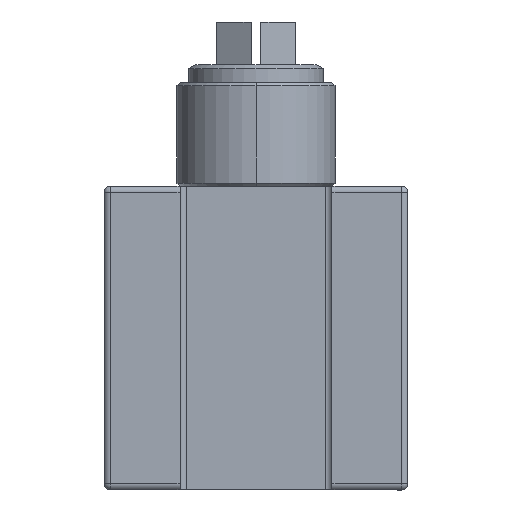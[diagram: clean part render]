
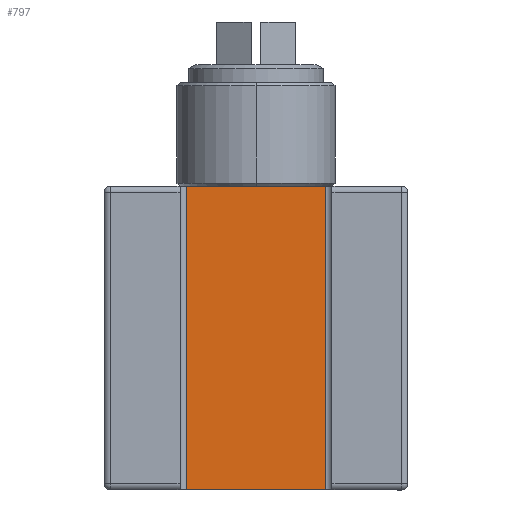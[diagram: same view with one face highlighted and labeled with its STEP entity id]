
A CAD part, left-side view. The second image highlights one B-rep face of the part: STEP entity #797.
In plain terms, the highlighted planar face has unit normal (-1, 0, 0).
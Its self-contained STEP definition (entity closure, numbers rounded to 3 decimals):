
#599 = DIRECTION ( 'NONE',  ( 0., 1., 0. ) ) ;
#746 = FACE_OUTER_BOUND ( 'NONE', #1462, .T. ) ;
#797 = ADVANCED_FACE ( 'NONE', ( #746 ), #8032, .F. ) ;
#1233 = LINE ( 'NONE', #8511, #6122 ) ;
#1283 = CARTESIAN_POINT ( 'NONE',  ( -15., 11.5, -25. ) ) ;
#1355 = LINE ( 'NONE', #2933, #2478 ) ;
#1369 = EDGE_CURVE ( 'NONE', #5017, #5060, #7516, .T. ) ;
#1450 = CARTESIAN_POINT ( 'NONE',  ( -15., 11.5, -25. ) ) ;
#1462 = EDGE_LOOP ( 'NONE', ( #5079, #9215, #9741, #7928 ) ) ;
#1485 = CARTESIAN_POINT ( 'NONE',  ( -15., 11.5, 25. ) ) ;
#1791 = DIRECTION ( 'NONE',  ( 0., 0., 1. ) ) ;
#2411 = DIRECTION ( 'NONE',  ( 0., 0., -1. ) ) ;
#2478 = VECTOR ( 'NONE', #7789, 1000. ) ;
#2933 = CARTESIAN_POINT ( 'NONE',  ( -15., -11.5, -25. ) ) ;
#3207 = EDGE_CURVE ( 'NONE', #6436, #5060, #10107, .T. ) ;
#4462 = DIRECTION ( 'NONE',  ( 0., 1., 0. ) ) ;
#4721 = EDGE_CURVE ( 'NONE', #5592, #6436, #1355, .T. ) ;
#4723 = CARTESIAN_POINT ( 'NONE',  ( -15., 11.5, -25. ) ) ;
#5017 = VERTEX_POINT ( 'NONE', #1450 ) ;
#5060 = VERTEX_POINT ( 'NONE', #8570 ) ;
#5079 = ORIENTED_EDGE ( 'NONE', *, *, #1369, .F. ) ;
#5592 = VERTEX_POINT ( 'NONE', #6098 ) ;
#6098 = CARTESIAN_POINT ( 'NONE',  ( -15., -11.5, -25. ) ) ;
#6122 = VECTOR ( 'NONE', #599, 1000. ) ;
#6424 = DIRECTION ( 'NONE',  ( 1., 0., 0. ) ) ;
#6436 = VERTEX_POINT ( 'NONE', #7941 ) ;
#6535 = VECTOR ( 'NONE', #1791, 1000. ) ;
#7516 = LINE ( 'NONE', #4723, #6535 ) ;
#7789 = DIRECTION ( 'NONE',  ( 0., 0., 1. ) ) ;
#7928 = ORIENTED_EDGE ( 'NONE', *, *, #3207, .T. ) ;
#7941 = CARTESIAN_POINT ( 'NONE',  ( -15., -11.5, 25. ) ) ;
#8032 = PLANE ( 'NONE',  #8764 ) ;
#8511 = CARTESIAN_POINT ( 'NONE',  ( -15., 11.5, -25. ) ) ;
#8570 = CARTESIAN_POINT ( 'NONE',  ( -15., 11.5, 25. ) ) ;
#8764 = AXIS2_PLACEMENT_3D ( 'NONE', #1283, #6424, #2411 ) ;
#8909 = VECTOR ( 'NONE', #4462, 1000. ) ;
#9215 = ORIENTED_EDGE ( 'NONE', *, *, #10091, .F. ) ;
#9741 = ORIENTED_EDGE ( 'NONE', *, *, #4721, .T. ) ;
#10091 = EDGE_CURVE ( 'NONE', #5592, #5017, #1233, .T. ) ;
#10107 = LINE ( 'NONE', #1485, #8909 ) ;
